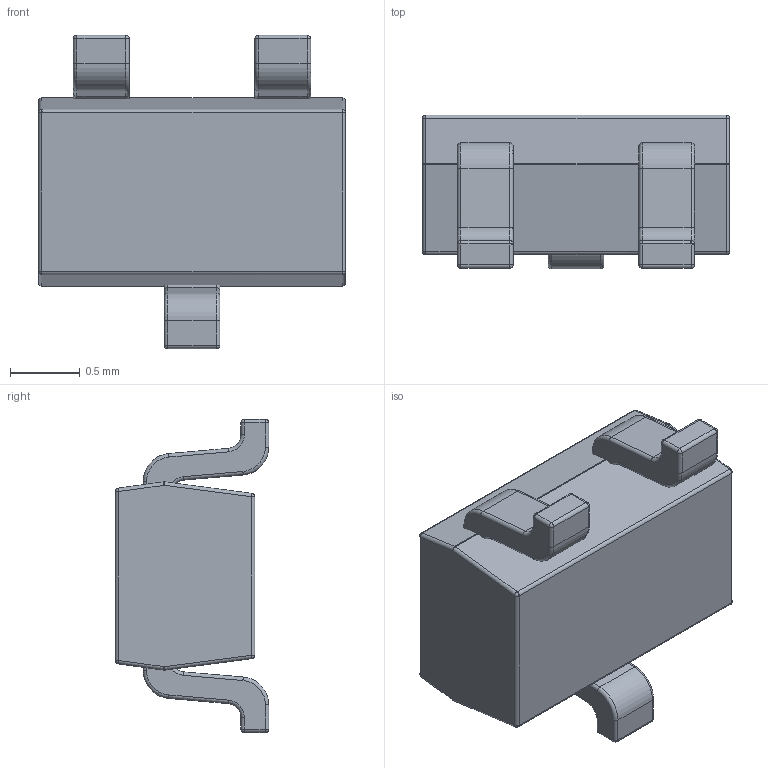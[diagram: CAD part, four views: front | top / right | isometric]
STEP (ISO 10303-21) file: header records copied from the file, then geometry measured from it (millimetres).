
FILE_DESCRIPTION((''),'2;1');
FILE_NAME('SOT323 (SC70-3).stp','2013-05-24T15:13:51',('yvshub'),(''),'Autodesk Inventor 2011','Autodesk Inventor 2011','');
FILE_SCHEMA(('AUTOMOTIVE_DESIGN { 1 0 10303 214 1 1 1 1 }'));
Length unit declared in the file: millimetre
Products named in the file (5): SOT323 (SC70-3); User Library-SOT323 (SC70-3)-1_K_X_F6rper_1; User Library-SOT323 (SC70-3)-1_Beschriftung_1; User Library-SOT323 (SC70-3)-1_Pins_1; User Library-SOT323 (SC70-3)-1_Pin_1
Assembly tree (5 placements, depth 2):
  SOT323 (SC70-3)
    User Library-SOT323 (SC70-3)-1_K_X_F6rper_1
    User Library-SOT323 (SC70-3)-1_Beschriftung_1
    User Library-SOT323 (SC70-3)-1_Pins_1  x2
    User Library-SOT323 (SC70-3)-1_Pin_1
Bounding box: 2.2 x 1.1 x 2.25 mm (x, y, z)
Volume: 3.1 mm3; surface area: 19 mm2
Topology: 5 solids, 5 shells, 638 faces, 1660 edges, 1050 vertices
Faces by surface type: bspline 308, plane 186, cylinder 90, sphere 30, torus 24
Entity records: 18889 total; most frequent: CARTESIAN_POINT 5993, ORIENTED_EDGE 3060, DIRECTION 1642, EDGE_CURVE 1530, VERTEX_POINT 982, VECTOR 776, LINE 776, EDGE_LOOP 624
